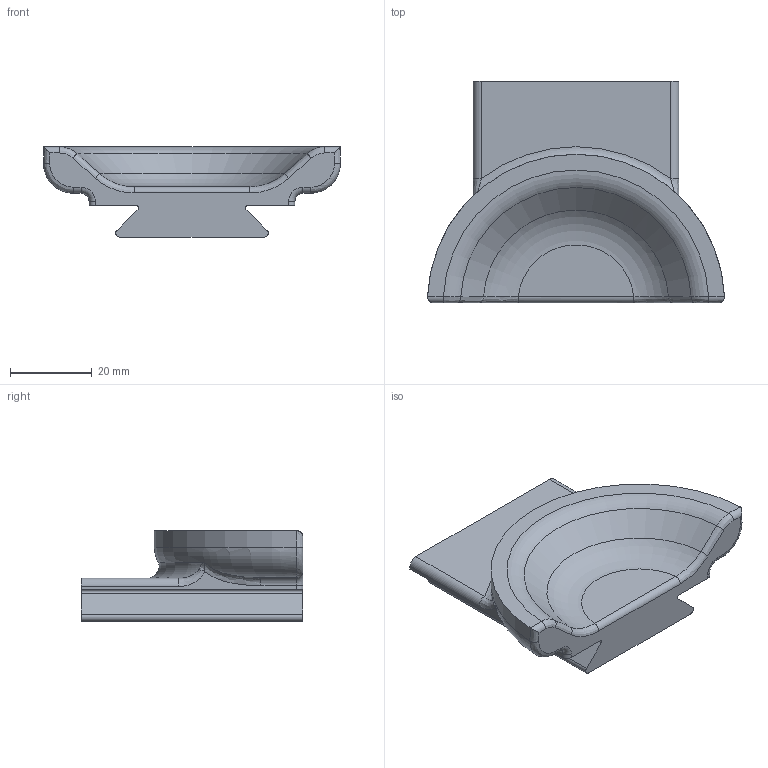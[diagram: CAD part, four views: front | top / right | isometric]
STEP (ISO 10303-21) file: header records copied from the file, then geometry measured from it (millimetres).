
FILE_DESCRIPTION(/* description */ (''),/* implementation_level */ '2;1');
FILE_NAME(/* name */ 'chinrest_cup.step',/* time_stamp */ '2023-11-04T16:19:05+02:00',/* author */ (''),/* organization */ (''),/* preprocessor_version */ 'ST-DEVELOPER v20',/* originating_system */ 'Autodesk Translation Framework v12.14.0.127',/* authorisation */ '');
FILE_SCHEMA (('AUTOMOTIVE_DESIGN { 1 0 10303 214 3 1 1 }'));
Length unit declared in the file: millimetre
Products named in the file (2): Chin Rest V1; Component1
Assembly tree (1 placements, depth 2):
  Chin Rest V1
    Component1
Bounding box: 72.57 x 54.2 x 22.09 mm (x, y, z)
Volume: 33654.5 mm3; surface area: 10881.4 mm2
Topology: 1 solids, 1 shells, 58 faces, 145 edges, 90 vertices
Faces by surface type: cylinder 17, plane 17, bspline 16, torus 6, cone 2
Entity records: 2347 total; most frequent: CARTESIAN_POINT 981, ORIENTED_EDGE 290, DIRECTION 239, EDGE_CURVE 145, AXIS2_PLACEMENT_3D 93, VERTEX_POINT 90, EDGE_LOOP 59, FACE_OUTER_BOUND 58
